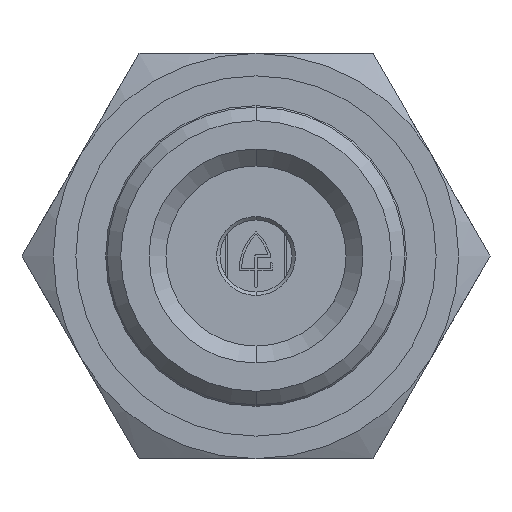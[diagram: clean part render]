
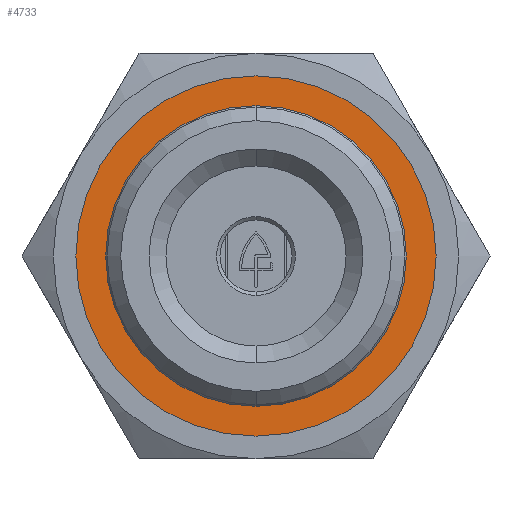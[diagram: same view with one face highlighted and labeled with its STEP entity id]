
A CAD part, front view. The second image highlights one B-rep face of the part: STEP entity #4733.
In plain terms, the highlighted planar face has unit normal (0, -1, 0).
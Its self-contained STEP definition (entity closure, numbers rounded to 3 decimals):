
#257 = DIRECTION ( 'NONE',  ( 0., 0., 1. ) ) ;
#269 = DIRECTION ( 'NONE',  ( 0., 1., 0. ) ) ;
#272 = CARTESIAN_POINT ( 'NONE',  ( 0., -55.427, 0. ) ) ;
#498 = CARTESIAN_POINT ( 'NONE',  ( 0., -55.427, -13.35 ) ) ;
#1547 = CIRCLE ( 'NONE', #9067, 13.35 ) ;
#1582 = ORIENTED_EDGE ( 'NONE', *, *, #3241, .F. ) ;
#1929 = ORIENTED_EDGE ( 'NONE', *, *, #3029, .T. ) ;
#2011 = VERTEX_POINT ( 'NONE', #6870 ) ;
#2015 = DIRECTION ( 'NONE',  ( 0., 0., 1. ) ) ;
#2029 = DIRECTION ( 'NONE',  ( 0., 1., 0. ) ) ;
#2031 = CARTESIAN_POINT ( 'NONE',  ( 0., -55.427, 0. ) ) ;
#2962 = AXIS2_PLACEMENT_3D ( 'NONE', #272, #269, #257 ) ;
#3029 = EDGE_CURVE ( 'NONE', #5568, #2011, #1547, .T. ) ;
#3241 = EDGE_CURVE ( 'NONE', #9176, #11148, #10342, .T. ) ;
#3592 = ORIENTED_EDGE ( 'NONE', *, *, #5562, .F. ) ;
#3841 = AXIS2_PLACEMENT_3D ( 'NONE', #4723, #4714, #4702 ) ;
#4413 = EDGE_LOOP ( 'NONE', ( #3592, #1582 ) ) ;
#4465 = AXIS2_PLACEMENT_3D ( 'NONE', #11246, #10780, #10766 ) ;
#4702 = DIRECTION ( 'NONE',  ( 0., 0., -1. ) ) ;
#4714 = DIRECTION ( 'NONE',  ( 0., -1., 0. ) ) ;
#4723 = CARTESIAN_POINT ( 'NONE',  ( 13.35, -55.427, 0. ) ) ;
#4733 = ADVANCED_FACE ( 'NONE', ( #5682, #5591 ), #4979, .T. ) ;
#4979 = PLANE ( 'NONE',  #3841 ) ;
#5211 = EDGE_CURVE ( 'NONE', #2011, #5568, #10359, .T. ) ;
#5562 = EDGE_CURVE ( 'NONE', #11148, #9176, #7185, .T. ) ;
#5568 = VERTEX_POINT ( 'NONE', #498 ) ;
#5591 = FACE_OUTER_BOUND ( 'NONE', #4413, .T. ) ;
#5682 = FACE_BOUND ( 'NONE', #10020, .T. ) ;
#6870 = CARTESIAN_POINT ( 'NONE',  ( 0., -55.427, 13.35 ) ) ;
#7185 = CIRCLE ( 'NONE', #2962, 16. ) ;
#9067 = AXIS2_PLACEMENT_3D ( 'NONE', #11358, #11356, #11347 ) ;
#9156 = CARTESIAN_POINT ( 'NONE',  ( 0., -55.427, -16. ) ) ;
#9176 = VERTEX_POINT ( 'NONE', #9156 ) ;
#9366 = ORIENTED_EDGE ( 'NONE', *, *, #5211, .T. ) ;
#10020 = EDGE_LOOP ( 'NONE', ( #9366, #1929 ) ) ;
#10342 = CIRCLE ( 'NONE', #4465, 16. ) ;
#10359 = CIRCLE ( 'NONE', #10841, 13.35 ) ;
#10766 = DIRECTION ( 'NONE',  ( 0., 0., 1. ) ) ;
#10780 = DIRECTION ( 'NONE',  ( 0., 1., 0. ) ) ;
#10801 = CARTESIAN_POINT ( 'NONE',  ( 0., -55.427, 16. ) ) ;
#10841 = AXIS2_PLACEMENT_3D ( 'NONE', #2031, #2029, #2015 ) ;
#11148 = VERTEX_POINT ( 'NONE', #10801 ) ;
#11246 = CARTESIAN_POINT ( 'NONE',  ( 0., -55.427, 0. ) ) ;
#11347 = DIRECTION ( 'NONE',  ( 0., 0., 1. ) ) ;
#11356 = DIRECTION ( 'NONE',  ( 0., 1., 0. ) ) ;
#11358 = CARTESIAN_POINT ( 'NONE',  ( 0., -55.427, 0. ) ) ;
